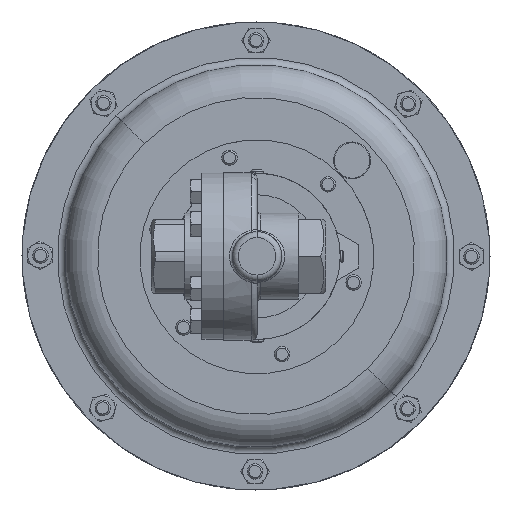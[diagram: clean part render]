
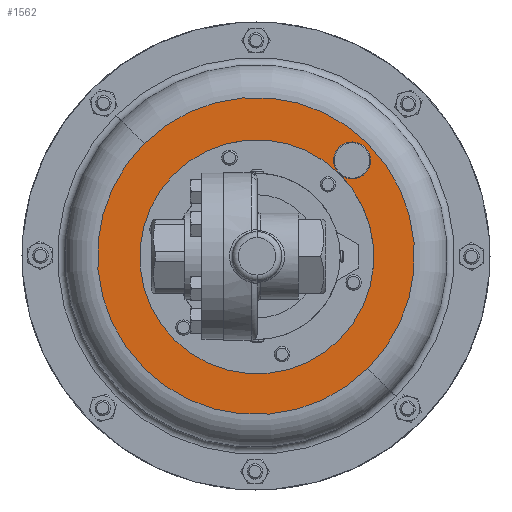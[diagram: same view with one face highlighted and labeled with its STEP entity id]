
A CAD part, front view. The second image highlights one B-rep face of the part: STEP entity #1562.
In plain terms, the highlighted planar face has unit normal (0, -1, 0).
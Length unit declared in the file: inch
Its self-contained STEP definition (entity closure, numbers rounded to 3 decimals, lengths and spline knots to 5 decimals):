
#358 = VERTEX_POINT ( 'NONE', #18178 ) ;
#545 = CARTESIAN_POINT ( 'NONE',  ( 3.47681, 9.31137, 5.22707 ) ) ;
#1184 = EDGE_CURVE ( 'NONE', #17325, #7268, #16481, .T. ) ;
#1424 = ORIENTED_EDGE ( 'NONE', *, *, #9190, .T. ) ;
#1562 = ADVANCED_FACE ( 'NONE', ( #18265, #18088 ), #4613, .T. ) ;
#2107 = AXIS2_PLACEMENT_3D ( 'NONE', #12626, #11562, #18905 ) ;
#2108 = DIRECTION ( 'NONE',  ( -0.61, 0., 0.792 ) ) ;
#2401 = EDGE_CURVE ( 'NONE', #18893, #17325, #5876, .T. ) ;
#2968 = ORIENTED_EDGE ( 'NONE', *, *, #1184, .T. ) ;
#3482 = CARTESIAN_POINT ( 'NONE',  ( 1.5439, 9.31137, 3.271 ) ) ;
#3620 = AXIS2_PLACEMENT_3D ( 'NONE', #545, #11315, #2108 ) ;
#4023 = DIRECTION ( 'NONE',  ( 0., 1., 0. ) ) ;
#4613 = PLANE ( 'NONE',  #2107 ) ;
#4630 = CARTESIAN_POINT ( 'NONE',  ( 3.21004, 9.31137, 4.96352 ) ) ;
#4859 = CIRCLE ( 'NONE', #12737, 0.375 ) ;
#5687 = VERTEX_POINT ( 'NONE', #16228 ) ;
#5707 = AXIS2_PLACEMENT_3D ( 'NONE', #10327, #13615, #10725 ) ;
#5876 = CIRCLE ( 'NONE', #17843, 2.375 ) ;
#5961 = DIRECTION ( 'NONE',  ( 0., 1., 0. ) ) ;
#6318 = VERTEX_POINT ( 'NONE', #15081 ) ;
#6665 = CIRCLE ( 'NONE', #13168, 2.375 ) ;
#6854 = EDGE_CURVE ( 'NONE', #6318, #18893, #6665, .T. ) ;
#6856 = EDGE_CURVE ( 'NONE', #5687, #358, #7126, .T. ) ;
#7126 = CIRCLE ( 'NONE', #14212, 3.219 ) ;
#7268 = VERTEX_POINT ( 'NONE', #4630 ) ;
#7404 = ORIENTED_EDGE ( 'NONE', *, *, #2401, .T. ) ;
#7491 = ORIENTED_EDGE ( 'NONE', *, *, #6854, .T. ) ;
#7650 = DIRECTION ( 'NONE',  ( -0.713, 0., 0.701 ) ) ;
#7925 = ORIENTED_EDGE ( 'NONE', *, *, #10253, .T. ) ;
#8055 = DIRECTION ( 'NONE',  ( 0., 1., 0. ) ) ;
#8441 = EDGE_LOOP ( 'NONE', ( #19869, #11449 ) ) ;
#8521 = DIRECTION ( 'NONE',  ( -0.705, 0., 0.709 ) ) ;
#8631 = CIRCLE ( 'NONE', #10044, 0.375 ) ;
#8951 = CARTESIAN_POINT ( 'NONE',  ( 3.2479, 9.31137, 5.5241 ) ) ;
#8956 = DIRECTION ( 'NONE',  ( 0., 1., 0. ) ) ;
#9113 = VERTEX_POINT ( 'NONE', #14293 ) ;
#9190 = EDGE_CURVE ( 'NONE', #9113, #6318, #12873, .T. ) ;
#9616 = CARTESIAN_POINT ( 'NONE',  ( -0.15005, 9.31137, 4.93568 ) ) ;
#9799 = ORIENTED_EDGE ( 'NONE', *, *, #9936, .T. ) ;
#9936 = EDGE_CURVE ( 'NONE', #18210, #9113, #8631, .T. ) ;
#10044 = AXIS2_PLACEMENT_3D ( 'NONE', #17223, #8055, #18779 ) ;
#10253 = EDGE_CURVE ( 'NONE', #7268, #18210, #4859, .T. ) ;
#10327 = CARTESIAN_POINT ( 'NONE',  ( 1.5439, 9.31137, 3.271 ) ) ;
#10360 = DIRECTION ( 'NONE',  ( -0.713, 0., 0.701 ) ) ;
#10725 = DIRECTION ( 'NONE',  ( -0.713, 0., 0.701 ) ) ;
#11315 = DIRECTION ( 'NONE',  ( 0., 1., 0. ) ) ;
#11449 = ORIENTED_EDGE ( 'NONE', *, *, #12144, .F. ) ;
#11562 = DIRECTION ( 'NONE',  ( 0., -1., 0. ) ) ;
#12144 = EDGE_CURVE ( 'NONE', #358, #5687, #19530, .T. ) ;
#12626 = CARTESIAN_POINT ( 'NONE',  ( 3.80922, 9.31137, 5.55793 ) ) ;
#12737 = AXIS2_PLACEMENT_3D ( 'NONE', #18149, #8956, #19698 ) ;
#12873 = CIRCLE ( 'NONE', #3620, 0.375 ) ;
#13168 = AXIS2_PLACEMENT_3D ( 'NONE', #13395, #13519, #7650 ) ;
#13395 = CARTESIAN_POINT ( 'NONE',  ( 1.5439, 9.31137, 3.271 ) ) ;
#13519 = DIRECTION ( 'NONE',  ( 0., 1., 0. ) ) ;
#13615 = DIRECTION ( 'NONE',  ( 0., 1., 0. ) ) ;
#14212 = AXIS2_PLACEMENT_3D ( 'NONE', #15667, #4023, #8521 ) ;
#14293 = CARTESIAN_POINT ( 'NONE',  ( 3.70572, 9.31137, 4.93004 ) ) ;
#14536 = EDGE_LOOP ( 'NONE', ( #7925, #9799, #1424, #7491, #7404, #2968 ) ) ;
#15081 = CARTESIAN_POINT ( 'NONE',  ( 3.21646, 9.31137, 4.95718 ) ) ;
#15083 = CARTESIAN_POINT ( 'NONE',  ( 1.52775, 9.31137, 3.28705 ) ) ;
#15667 = CARTESIAN_POINT ( 'NONE',  ( 1.52775, 9.31137, 3.28705 ) ) ;
#15822 = CARTESIAN_POINT ( 'NONE',  ( 3.23785, 9.31137, 1.60632 ) ) ;
#16228 = CARTESIAN_POINT ( 'NONE',  ( -0.74313, 9.31137, 5.56851 ) ) ;
#16481 = CIRCLE ( 'NONE', #5707, 2.375 ) ;
#16637 = DIRECTION ( 'NONE',  ( -0.705, 0., 0.709 ) ) ;
#17223 = CARTESIAN_POINT ( 'NONE',  ( 3.47681, 9.31137, 5.22707 ) ) ;
#17325 = VERTEX_POINT ( 'NONE', #9616 ) ;
#17510 = DIRECTION ( 'NONE',  ( 0., 1., 0. ) ) ;
#17843 = AXIS2_PLACEMENT_3D ( 'NONE', #3482, #17510, #10360 ) ;
#18088 = FACE_BOUND ( 'NONE', #14536, .T. ) ;
#18149 = CARTESIAN_POINT ( 'NONE',  ( 3.47681, 9.31137, 5.22707 ) ) ;
#18178 = CARTESIAN_POINT ( 'NONE',  ( 3.79863, 9.31137, 1.00559 ) ) ;
#18210 = VERTEX_POINT ( 'NONE', #8951 ) ;
#18265 = FACE_OUTER_BOUND ( 'NONE', #8441, .T. ) ;
#18301 = AXIS2_PLACEMENT_3D ( 'NONE', #15083, #5961, #16637 ) ;
#18779 = DIRECTION ( 'NONE',  ( -0.61, 0., 0.792 ) ) ;
#18893 = VERTEX_POINT ( 'NONE', #15822 ) ;
#18905 = DIRECTION ( 'NONE',  ( 0.705, 0., -0.709 ) ) ;
#19530 = CIRCLE ( 'NONE', #18301, 3.219 ) ;
#19698 = DIRECTION ( 'NONE',  ( -0.61, 0., 0.792 ) ) ;
#19869 = ORIENTED_EDGE ( 'NONE', *, *, #6856, .F. ) ;
